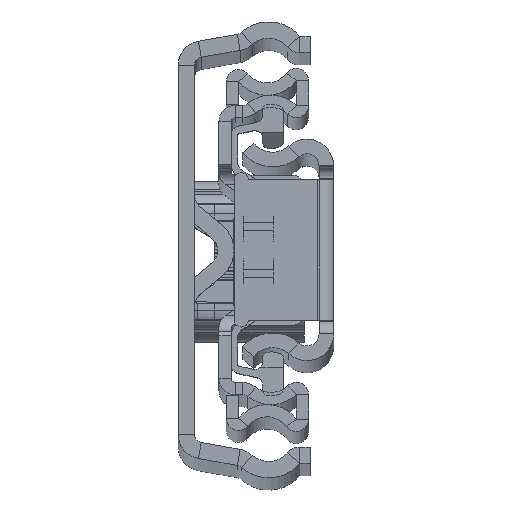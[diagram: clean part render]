
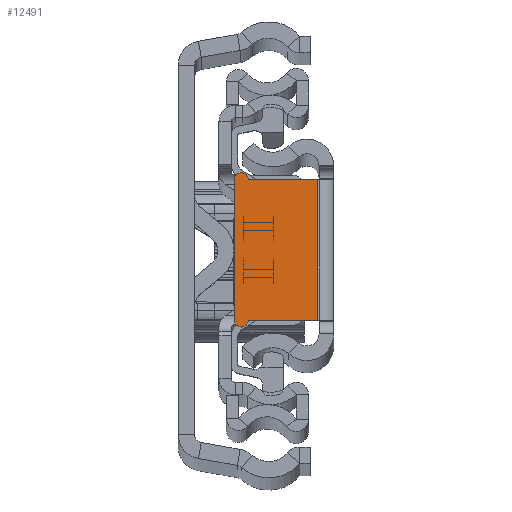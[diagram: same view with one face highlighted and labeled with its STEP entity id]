
A CAD part, top view. The second image highlights one B-rep face of the part: STEP entity #12491.
In plain terms, the highlighted planar face has unit normal (0, 0, 1).
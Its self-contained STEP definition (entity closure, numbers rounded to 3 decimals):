
#36 = EDGE_CURVE ( 'NONE', #560, #18968, #25998, .T. ) ;
#560 = VERTEX_POINT ( 'NONE', #36338 ) ;
#1255 = ORIENTED_EDGE ( 'NONE', *, *, #36, .T. ) ;
#2074 = LINE ( 'NONE', #35167, #3595 ) ;
#2986 = CARTESIAN_POINT ( 'NONE',  ( -2., 8.65, 0. ) ) ;
#3595 = VECTOR ( 'NONE', #11193, 1000. ) ;
#4307 = DIRECTION ( 'NONE',  ( 1., 0., 0. ) ) ;
#8618 = EDGE_CURVE ( 'NONE', #16192, #37313, #2074, .T. ) ;
#8837 = AXIS2_PLACEMENT_3D ( 'NONE', #39817, #40615, #32240 ) ;
#8866 = CARTESIAN_POINT ( 'NONE',  ( -12.2, -8.65, 0. ) ) ;
#9440 = ORIENTED_EDGE ( 'NONE', *, *, #42844, .F. ) ;
#9903 = CARTESIAN_POINT ( 'NONE',  ( -12.2, 8.65, 0. ) ) ;
#11193 = DIRECTION ( 'NONE',  ( 0., 1., 0. ) ) ;
#12491 = ADVANCED_FACE ( 'NONE', ( #29023 ), #49779, .T. ) ;
#13667 = DIRECTION ( 'NONE',  ( -1., 0., 0. ) ) ;
#16192 = VERTEX_POINT ( 'NONE', #29124 ) ;
#18968 = VERTEX_POINT ( 'NONE', #19669 ) ;
#19111 = ORIENTED_EDGE ( 'NONE', *, *, #8618, .T. ) ;
#19669 = CARTESIAN_POINT ( 'NONE',  ( -10.5, -8.65, 0. ) ) ;
#20545 = EDGE_CURVE ( 'NONE', #26613, #26326, #41538, .T. ) ;
#20961 = CARTESIAN_POINT ( 'NONE',  ( 0., 0., 0. ) ) ;
#21277 = ORIENTED_EDGE ( 'NONE', *, *, #40062, .F. ) ;
#21430 = ORIENTED_EDGE ( 'NONE', *, *, #20545, .T. ) ;
#22012 = DIRECTION ( 'NONE',  ( 1., 0., 0. ) ) ;
#24247 = EDGE_CURVE ( 'NONE', #16192, #18968, #38224, .T. ) ;
#24793 = CARTESIAN_POINT ( 'NONE',  ( -1.8, 8.65, 0. ) ) ;
#25998 = CIRCLE ( 'NONE', #38890, 0.85 ) ;
#26326 = VERTEX_POINT ( 'NONE', #30913 ) ;
#26613 = VERTEX_POINT ( 'NONE', #49782 ) ;
#29023 = FACE_OUTER_BOUND ( 'NONE', #35974, .T. ) ;
#29124 = CARTESIAN_POINT ( 'NONE',  ( -2., -8.65, 0. ) ) ;
#29541 = DIRECTION ( 'NONE',  ( 0., 0., 1. ) ) ;
#30537 = CARTESIAN_POINT ( 'NONE',  ( -11.35, -8.65, 0. ) ) ;
#30913 = CARTESIAN_POINT ( 'NONE',  ( -12.2, 8.65, 0. ) ) ;
#32240 = DIRECTION ( 'NONE',  ( 1., 0., 0. ) ) ;
#34943 = DIRECTION ( 'NONE',  ( 0., 1., 0. ) ) ;
#35167 = CARTESIAN_POINT ( 'NONE',  ( -2., 0., 0. ) ) ;
#35974 = EDGE_LOOP ( 'NONE', ( #9440, #1255, #42189, #19111, #21277, #21430 ) ) ;
#36338 = CARTESIAN_POINT ( 'NONE',  ( -12.2, -8.65, 0. ) ) ;
#37246 = VECTOR ( 'NONE', #13667, 1000. ) ;
#37313 = VERTEX_POINT ( 'NONE', #2986 ) ;
#38224 = LINE ( 'NONE', #8866, #37246 ) ;
#38890 = AXIS2_PLACEMENT_3D ( 'NONE', #30537, #51042, #51845 ) ;
#39001 = VECTOR ( 'NONE', #34943, 1000. ) ;
#39817 = CARTESIAN_POINT ( 'NONE',  ( -11.35, 8.65, 0. ) ) ;
#40062 = EDGE_CURVE ( 'NONE', #26613, #37313, #40975, .T. ) ;
#40615 = DIRECTION ( 'NONE',  ( 0., 0., 1. ) ) ;
#40975 = LINE ( 'NONE', #24793, #44121 ) ;
#41538 = CIRCLE ( 'NONE', #8837, 0.85 ) ;
#42189 = ORIENTED_EDGE ( 'NONE', *, *, #24247, .F. ) ;
#42844 = EDGE_CURVE ( 'NONE', #560, #26326, #51144, .T. ) ;
#44121 = VECTOR ( 'NONE', #4307, 1000. ) ;
#44775 = AXIS2_PLACEMENT_3D ( 'NONE', #20961, #29541, #22012 ) ;
#49779 = PLANE ( 'NONE',  #44775 ) ;
#49782 = CARTESIAN_POINT ( 'NONE',  ( -10.5, 8.65, 0. ) ) ;
#51042 = DIRECTION ( 'NONE',  ( 0., 0., 1. ) ) ;
#51144 = LINE ( 'NONE', #9903, #39001 ) ;
#51845 = DIRECTION ( 'NONE',  ( -1., 0., 0. ) ) ;
